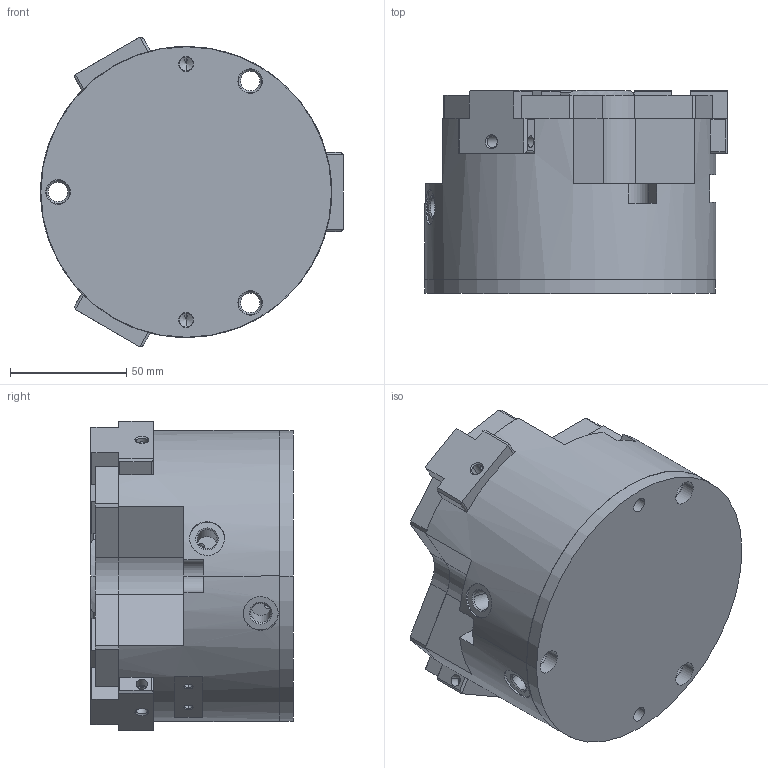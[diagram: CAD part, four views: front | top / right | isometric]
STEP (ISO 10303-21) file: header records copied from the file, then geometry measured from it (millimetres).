
FILE_DESCRIPTION( ( '' ), '1' );
FILE_NAME( 'op125_3s_op652abs_0_2_14a.stp', '2010-10-25T12:49:09', ( '' ), ( '' ), ' ', ' ', ' ' );
FILE_SCHEMA( ( 'automotive_design' ) );
Length unit declared in the file: millimetre
Products named in the file (4): 1; 2; 3; 4
Bounding box: 130 x 87 x 132.91 mm (x, y, z)
Volume: 932362.5 mm3; surface area: 105319.3 mm2
Topology: 4 solids, 4 shells, 396 faces, 1005 edges, 613 vertices
Faces by surface type: plane 197, cylinder 111, cone 88
Entity records: 23009 total; most frequent: CARTESIAN_POINT 2286, DIRECTION 2052, STYLED_ITEM 1978, PRESENTATION_STYLE_ASSIGNMENT 1978, COLOUR_RGB 1978, ORIENTED_EDGE 1930, EDGE_CURVE 965, CURVE_STYLE 965
